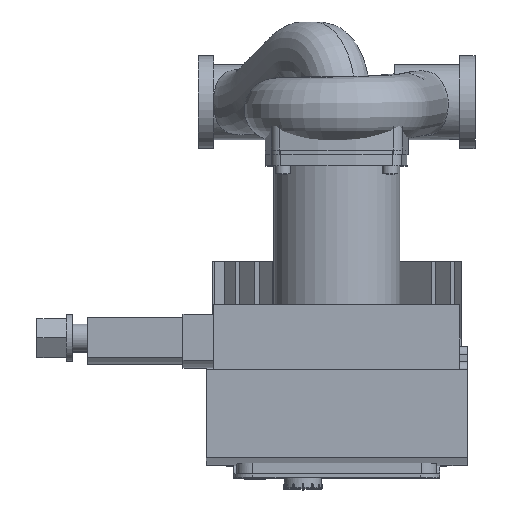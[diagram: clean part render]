
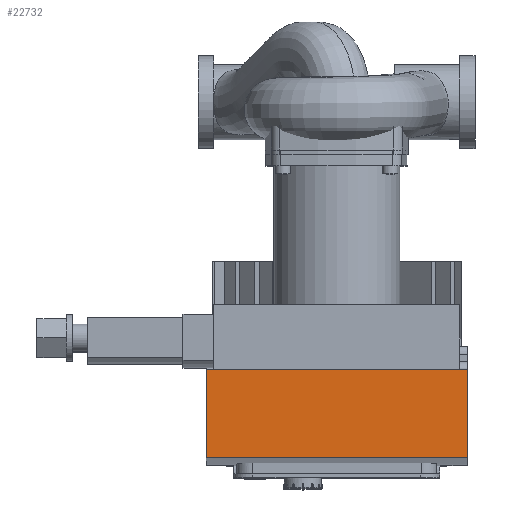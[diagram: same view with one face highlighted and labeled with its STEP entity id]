
A CAD part, top view. The second image highlights one B-rep face of the part: STEP entity #22732.
In plain terms, the highlighted planar face has unit normal (0, 0, 1).
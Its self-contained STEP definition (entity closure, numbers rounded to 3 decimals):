
#797=PLANE('',#24551);
#1840=FACE_OUTER_BOUND('',#3205,.T.);
#3205=EDGE_LOOP('',(#18475,#18476,#18477,#18478));
#5209=LINE('',#56349,#7436);
#5217=LINE('',#56369,#7444);
#5223=LINE('',#56380,#7450);
#5229=LINE('',#56395,#7456);
#7436=VECTOR('',#29017,10.);
#7444=VECTOR('',#29037,10.);
#7450=VECTOR('',#29049,10.);
#7456=VECTOR('',#29071,10.);
#10533=VERTEX_POINT('',#56346);
#10534=VERTEX_POINT('',#56348);
#10540=VERTEX_POINT('',#56368);
#10542=VERTEX_POINT('',#56378);
#13305=EDGE_CURVE('',#10534,#10533,#5209,.T.);
#13315=EDGE_CURVE('',#10534,#10540,#5217,.T.);
#13322=EDGE_CURVE('',#10542,#10533,#5223,.T.);
#13329=EDGE_CURVE('',#10542,#10540,#5229,.T.);
#18475=ORIENTED_EDGE('',*,*,#13329,.T.);
#18476=ORIENTED_EDGE('',*,*,#13315,.F.);
#18477=ORIENTED_EDGE('',*,*,#13305,.T.);
#18478=ORIENTED_EDGE('',*,*,#13322,.F.);
#22732=ADVANCED_FACE('',(#1840),#797,.T.);
#24551=AXIS2_PLACEMENT_3D('',#56394,#29069,#29070);
#29017=DIRECTION('',(0.,-1.,0.));
#29037=DIRECTION('',(1.,0.,0.));
#29049=DIRECTION('',(-1.,0.,0.));
#29069=DIRECTION('center_axis',(0.,0.,1.));
#29070=DIRECTION('ref_axis',(1.,0.,0.));
#29071=DIRECTION('',(0.,1.,0.));
#56346=CARTESIAN_POINT('',(5.,-231.5,180.));
#56348=CARTESIAN_POINT('',(5.,-174.,180.));
#56349=CARTESIAN_POINT('',(5.,-231.5,180.));
#56368=CARTESIAN_POINT('',(175.,-174.,180.));
#56369=CARTESIAN_POINT('',(90.,-174.,180.));
#56378=CARTESIAN_POINT('',(175.,-231.5,180.));
#56380=CARTESIAN_POINT('',(90.,-231.5,180.));
#56394=CARTESIAN_POINT('Origin',(90.,-231.5,180.));
#56395=CARTESIAN_POINT('',(175.,-174.,180.));
